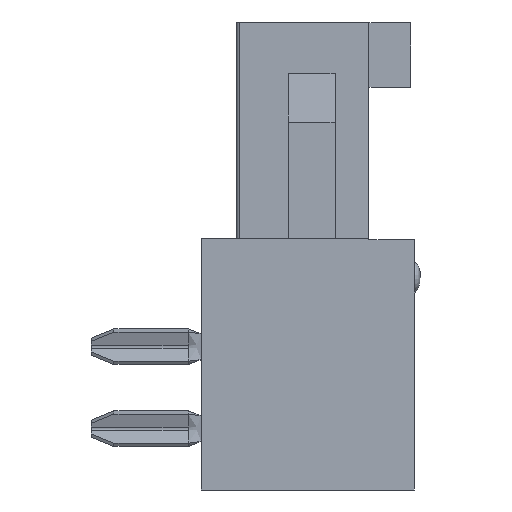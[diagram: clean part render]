
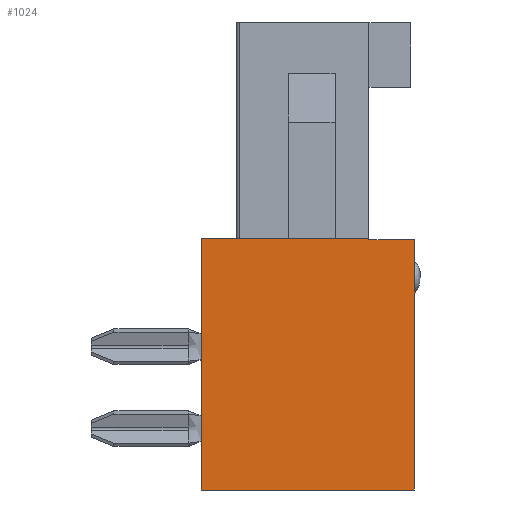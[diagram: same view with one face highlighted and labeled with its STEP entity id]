
A CAD part, left-side view. The second image highlights one B-rep face of the part: STEP entity #1024.
In plain terms, the highlighted planar face has unit normal (-1, 0, 0).
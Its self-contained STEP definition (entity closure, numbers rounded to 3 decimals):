
#1024 = ADVANCED_FACE( '', ( #2383 ), #2384, .F. );
#2383 = FACE_OUTER_BOUND( '', #4188, .T. );
#2384 = PLANE( '', #4189 );
#4188 = EDGE_LOOP( '', ( #7268, #7269, #7270, #7271, #7272, #7273, #7274, #7275, #7276, #7277, #7278, #7279 ) );
#4189 = AXIS2_PLACEMENT_3D( '', #7280, #7281, #7282 );
#7268 = ORIENTED_EDGE( '', *, *, #11852, .F. );
#7269 = ORIENTED_EDGE( '', *, *, #11853, .T. );
#7270 = ORIENTED_EDGE( '', *, *, #11854, .F. );
#7271 = ORIENTED_EDGE( '', *, *, #11359, .T. );
#7272 = ORIENTED_EDGE( '', *, *, #11855, .F. );
#7273 = ORIENTED_EDGE( '', *, *, #11856, .F. );
#7274 = ORIENTED_EDGE( '', *, *, #11857, .F. );
#7275 = ORIENTED_EDGE( '', *, *, #11858, .F. );
#7276 = ORIENTED_EDGE( '', *, *, #11859, .F. );
#7277 = ORIENTED_EDGE( '', *, *, #11860, .F. );
#7278 = ORIENTED_EDGE( '', *, *, #11538, .F. );
#7279 = ORIENTED_EDGE( '', *, *, #11861, .F. );
#7280 = CARTESIAN_POINT( '', ( -11.825, 0., 0. ) );
#7281 = DIRECTION( '', ( 1., 0., 0. ) );
#7282 = DIRECTION( '', ( 0., 0., -1. ) );
#11359 = EDGE_CURVE( '', #13903, #13904, #13905, .F. );
#11538 = EDGE_CURVE( '', #14196, #14198, #14199, .T. );
#11852 = EDGE_CURVE( '', #14686, #14687, #14688, .T. );
#11853 = EDGE_CURVE( '', #14686, #14689, #14690, .F. );
#11854 = EDGE_CURVE( '', #13903, #14689, #14691, .T. );
#11855 = EDGE_CURVE( '', #14692, #13904, #14693, .T. );
#11856 = EDGE_CURVE( '', #14694, #14692, #14695, .T. );
#11857 = EDGE_CURVE( '', #14696, #14694, #14697, .T. );
#11858 = EDGE_CURVE( '', #14698, #14696, #14699, .T. );
#11859 = EDGE_CURVE( '', #14700, #14698, #14701, .T. );
#11860 = EDGE_CURVE( '', #14198, #14700, #14702, .T. );
#11861 = EDGE_CURVE( '', #14687, #14196, #14703, .T. );
#13903 = VERTEX_POINT( '', #17463 );
#13904 = VERTEX_POINT( '', #17464 );
#13905 = CIRCLE( '', #17465, 0.02 );
#14196 = VERTEX_POINT( '', #17895 );
#14198 = VERTEX_POINT( '', #17898 );
#14199 = LINE( '', #17899, #17900 );
#14686 = VERTEX_POINT( '', #18617 );
#14687 = VERTEX_POINT( '', #18618 );
#14688 = LINE( '', #18619, #18620 );
#14689 = VERTEX_POINT( '', #18621 );
#14690 = CIRCLE( '', #18622, 0.02 );
#14691 = LINE( '', #18623, #18624 );
#14692 = VERTEX_POINT( '', #18625 );
#14693 = LINE( '', #18626, #18627 );
#14694 = VERTEX_POINT( '', #18628 );
#14695 = LINE( '', #18629, #18630 );
#14696 = VERTEX_POINT( '', #18631 );
#14697 = LINE( '', #18632, #18633 );
#14698 = VERTEX_POINT( '', #18634 );
#14699 = LINE( '', #18635, #18636 );
#14700 = VERTEX_POINT( '', #18637 );
#14701 = LINE( '', #18638, #18639 );
#14702 = LINE( '', #18640, #18641 );
#14703 = LINE( '', #18642, #18643 );
#17463 = CARTESIAN_POINT( '', ( -11.825, -3.33, 2.23 ) );
#17464 = CARTESIAN_POINT( '', ( -11.825, -3.31, 2.25 ) );
#17465 = AXIS2_PLACEMENT_3D( '', #21152, #21153, #21154 );
#17895 = CARTESIAN_POINT( '', ( -11.825, -3.3, -3.9 ) );
#17898 = CARTESIAN_POINT( '', ( -11.825, 3.3, -3.9 ) );
#17899 = CARTESIAN_POINT( '', ( -11.825, -3.3, -3.9 ) );
#17900 = VECTOR( '', #21322, 1000. );
#18617 = CARTESIAN_POINT( '', ( -11.825, -3.31, 2.2 ) );
#18618 = CARTESIAN_POINT( '', ( -11.825, -3.3, 2.2 ) );
#18619 = CARTESIAN_POINT( '', ( -11.825, -3.33, 2.2 ) );
#18620 = VECTOR( '', #21622, 1000. );
#18621 = CARTESIAN_POINT( '', ( -11.825, -3.33, 2.22 ) );
#18622 = AXIS2_PLACEMENT_3D( '', #21623, #21624, #21625 );
#18623 = CARTESIAN_POINT( '', ( -11.825, -3.33, 2.25 ) );
#18624 = VECTOR( '', #21626, 1000. );
#18625 = CARTESIAN_POINT( '', ( -11.825, -3.3, 2.25 ) );
#18626 = CARTESIAN_POINT( '', ( -11.825, -3.3, 2.25 ) );
#18627 = VECTOR( '', #21627, 1000. );
#18628 = CARTESIAN_POINT( '', ( -11.825, -3.3, 3.85 ) );
#18629 = CARTESIAN_POINT( '', ( -11.825, -3.3, 3.9 ) );
#18630 = VECTOR( '', #21628, 1000. );
#18631 = CARTESIAN_POINT( '', ( -11.825, -1.9, 3.85 ) );
#18632 = CARTESIAN_POINT( '', ( -11.825, 0., 3.85 ) );
#18633 = VECTOR( '', #21629, 1000. );
#18634 = CARTESIAN_POINT( '', ( -11.825, -1.9, 3.9 ) );
#18635 = CARTESIAN_POINT( '', ( -11.825, -1.9, 0. ) );
#18636 = VECTOR( '', #21630, 1000. );
#18637 = CARTESIAN_POINT( '', ( -11.825, 3.3, 3.9 ) );
#18638 = CARTESIAN_POINT( '', ( -11.825, 3.3, 3.9 ) );
#18639 = VECTOR( '', #21631, 1000. );
#18640 = CARTESIAN_POINT( '', ( -11.825, 3.3, -3.9 ) );
#18641 = VECTOR( '', #21632, 1000. );
#18642 = CARTESIAN_POINT( '', ( -11.825, -3.3, 3.9 ) );
#18643 = VECTOR( '', #21633, 1000. );
#21152 = CARTESIAN_POINT( '', ( -11.825, -3.31, 2.23 ) );
#21153 = DIRECTION( '', ( 1., 0., 0. ) );
#21154 = DIRECTION( '', ( 0., 0., -1. ) );
#21322 = DIRECTION( '', ( 0., 1., 0. ) );
#21622 = DIRECTION( '', ( 0., 1., 0. ) );
#21623 = CARTESIAN_POINT( '', ( -11.825, -3.31, 2.22 ) );
#21624 = DIRECTION( '', ( 1., 0., 0. ) );
#21625 = DIRECTION( '', ( 0., 0., -1. ) );
#21626 = DIRECTION( '', ( 0., 0., -1. ) );
#21627 = DIRECTION( '', ( 0., -1., 0. ) );
#21628 = DIRECTION( '', ( 0., 0., -1. ) );
#21629 = DIRECTION( '', ( 0., -1., 0. ) );
#21630 = DIRECTION( '', ( 0., 0., -1. ) );
#21631 = DIRECTION( '', ( 0., -1., 0. ) );
#21632 = DIRECTION( '', ( 0., 0., 1. ) );
#21633 = DIRECTION( '', ( 0., 0., -1. ) );
